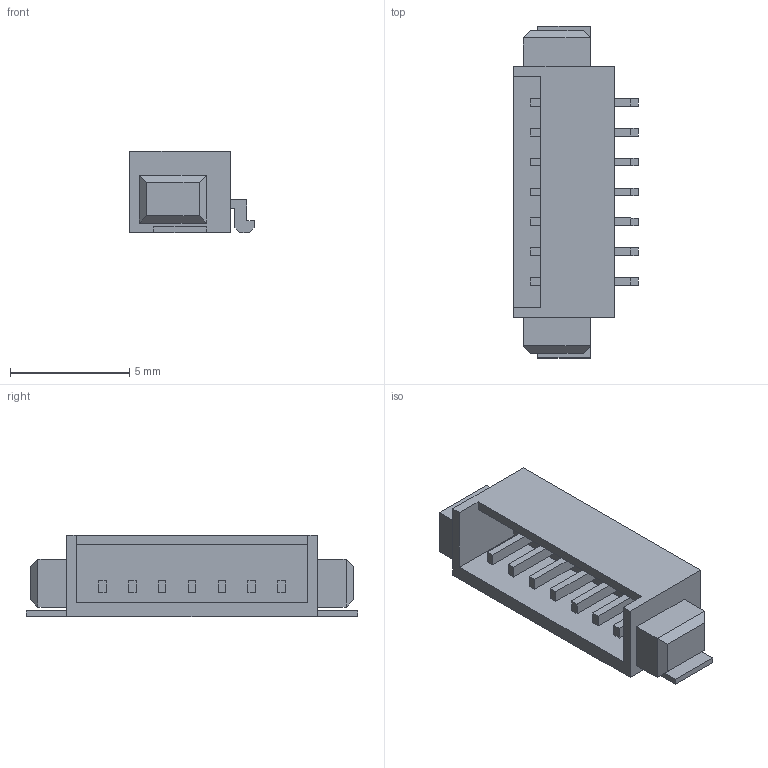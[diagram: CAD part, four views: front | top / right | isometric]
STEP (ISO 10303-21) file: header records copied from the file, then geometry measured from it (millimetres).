
FILE_DESCRIPTION(('Open CASCADE Model'),'2;1');
FILE_NAME('Open CASCADE Shape Model','2026-01-23T23:49:20',('Author'),('Open CASCADE'),'Open CASCADE STEP processor 7.8','Open CASCADE 7.8','Unknown');
FILE_SCHEMA(('AUTOMOTIVE_DESIGN { 1 0 10303 214 1 1 1 1 }'));
Length unit declared in the file: millimetre
Products named in the file (4): MOLEX_53261-07; body; leg-1; tabs
Assembly tree (9 placements, depth 2):
  MOLEX_53261-07
    body
    leg-1  x7
    tabs
Bounding box: 5.2 x 13.9 x 3.4 mm (x, y, z)
Volume: 100.7 mm3; surface area: 402.4 mm2
Topology: 9 solids, 9 shells, 134 faces, 334 edges, 220 vertices
Faces by surface type: plane 134
Entity records: 1029 total; most frequent: ORIENTED_EDGE 182, CARTESIAN_POINT 134, EDGE_CURVE 118, LINE 113, VERTEX_POINT 76, AXIS2_PLACEMENT_3D 55, FACE_BOUND 52, EDGE_LOOP 52
